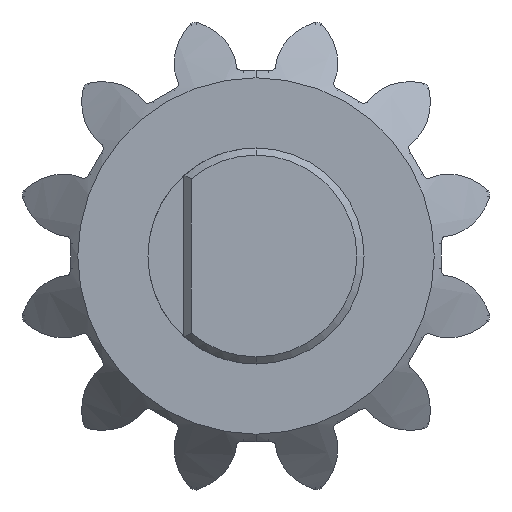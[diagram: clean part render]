
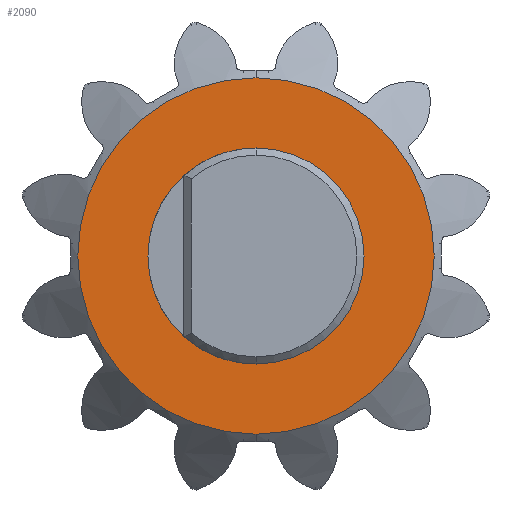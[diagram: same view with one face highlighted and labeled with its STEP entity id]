
A CAD part, left-side view. The second image highlights one B-rep face of the part: STEP entity #2090.
In plain terms, the highlighted planar face has unit normal (-1, 0, 0).
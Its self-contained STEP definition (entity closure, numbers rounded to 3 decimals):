
#147 = CARTESIAN_POINT ( 'NONE',  ( 0., 0., -3. ) ) ;
#243 = ORIENTED_EDGE ( 'NONE', *, *, #1277, .T. ) ;
#322 = EDGE_CURVE ( 'NONE', #1872, #2445, #2279, .T. ) ;
#433 = ORIENTED_EDGE ( 'NONE', *, *, #3814, .F. ) ;
#447 = CARTESIAN_POINT ( 'NONE',  ( 0., 0., 0. ) ) ;
#579 = VERTEX_POINT ( 'NONE', #1693 ) ;
#825 = DIRECTION ( 'NONE',  ( -1., 0., 0. ) ) ;
#850 = AXIS2_PLACEMENT_3D ( 'NONE', #2820, #825, #4158 ) ;
#858 = CIRCLE ( 'NONE', #1397, 3. ) ;
#1032 = CARTESIAN_POINT ( 'NONE',  ( 0., 0., 0. ) ) ;
#1277 = EDGE_CURVE ( 'NONE', #579, #2437, #2114, .T. ) ;
#1281 = CARTESIAN_POINT ( 'NONE',  ( 0., 0., -4.949 ) ) ;
#1333 = DIRECTION ( 'NONE',  ( -1., 0., 0. ) ) ;
#1392 = AXIS2_PLACEMENT_3D ( 'NONE', #1032, #1333, #4306 ) ;
#1397 = AXIS2_PLACEMENT_3D ( 'NONE', #1855, #4153, #3865 ) ;
#1468 = EDGE_CURVE ( 'NONE', #2437, #579, #3646, .T. ) ;
#1526 = DIRECTION ( 'NONE',  ( 0., 0., -1. ) ) ;
#1608 = ORIENTED_EDGE ( 'NONE', *, *, #1468, .T. ) ;
#1693 = CARTESIAN_POINT ( 'NONE',  ( 0., 0., 4.949 ) ) ;
#1855 = CARTESIAN_POINT ( 'NONE',  ( 0., 0., 0. ) ) ;
#1872 = VERTEX_POINT ( 'NONE', #147 ) ;
#1935 = EDGE_LOOP ( 'NONE', ( #1608, #243 ) ) ;
#2061 = EDGE_LOOP ( 'NONE', ( #2094, #433 ) ) ;
#2090 = ADVANCED_FACE ( 'NONE', ( #2409, #2495 ), #2457, .F. ) ;
#2094 = ORIENTED_EDGE ( 'NONE', *, *, #322, .F. ) ;
#2114 = CIRCLE ( 'NONE', #850, 4.949 ) ;
#2279 = CIRCLE ( 'NONE', #3613, 3. ) ;
#2349 = AXIS2_PLACEMENT_3D ( 'NONE', #447, #3748, #4105 ) ;
#2409 = FACE_OUTER_BOUND ( 'NONE', #1935, .T. ) ;
#2437 = VERTEX_POINT ( 'NONE', #1281 ) ;
#2445 = VERTEX_POINT ( 'NONE', #3962 ) ;
#2457 = PLANE ( 'NONE',  #2349 ) ;
#2495 = FACE_BOUND ( 'NONE', #2061, .T. ) ;
#2564 = DIRECTION ( 'NONE',  ( -1., 0., 0. ) ) ;
#2820 = CARTESIAN_POINT ( 'NONE',  ( 0., 0., 0. ) ) ;
#3490 = CARTESIAN_POINT ( 'NONE',  ( 0., 0., 0. ) ) ;
#3613 = AXIS2_PLACEMENT_3D ( 'NONE', #3490, #2564, #1526 ) ;
#3646 = CIRCLE ( 'NONE', #1392, 4.949 ) ;
#3748 = DIRECTION ( 'NONE',  ( 1., 0., 0. ) ) ;
#3814 = EDGE_CURVE ( 'NONE', #2445, #1872, #858, .T. ) ;
#3865 = DIRECTION ( 'NONE',  ( 0., 0., -1. ) ) ;
#3962 = CARTESIAN_POINT ( 'NONE',  ( 0., 0., 3. ) ) ;
#4105 = DIRECTION ( 'NONE',  ( 0., 1., 0. ) ) ;
#4153 = DIRECTION ( 'NONE',  ( -1., 0., 0. ) ) ;
#4158 = DIRECTION ( 'NONE',  ( 0., 0., 1. ) ) ;
#4306 = DIRECTION ( 'NONE',  ( 0., 0., 1. ) ) ;
